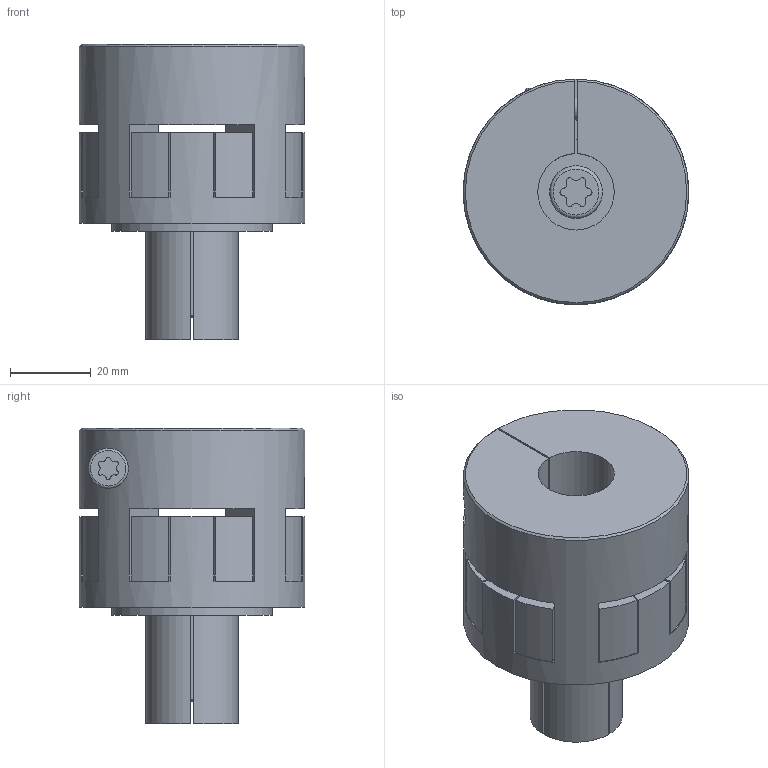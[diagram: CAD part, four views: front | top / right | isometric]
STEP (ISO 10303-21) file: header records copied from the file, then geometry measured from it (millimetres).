
FILE_DESCRIPTION(/* description */ ('STEP AP214'),/* implementation_level */ '2;1');
FILE_NAME(/* name */ '558003_EAMD-56-46-19-23X27',/* time_stamp */ '2024-08-26T19:54:57+02:00',/* author */ ('License CC BY-ND 4.0'),/* organization */ ('CADENAS'),/* preprocessor_version */ 'ST-DEVELOPER v19.3',/* originating_system */ 'PARTsolutions',/* authorisation */ ' ');
FILE_SCHEMA (('AUTOMOTIVE_DESIGN {1 0 10303 214 3 1 1}'));
Length unit declared in the file: millimetre
Products named in the file (1): 558003 EAMD-56-46-19-23x27
Bounding box: 56 x 56 x 73.5 mm (x, y, z)
Volume: 102551.2 mm3; surface area: 30918.9 mm2
Topology: 1 solids, 2 shells, 159 faces, 450 edges, 300 vertices
Faces by surface type: cylinder 76, plane 70, cone 11, torus 2
Full cylindrical faces by diameter (mm): 4.917 x1, 6 x2, 10 x1, 13 x1, 13.1 x1, 26.2 x1, 40 x1, 56 x1
Entity records: 6285 total; most frequent: CARTESIAN_POINT 977, DIRECTION 905, ORIENTED_EDGE 856, EDGE_CURVE 428, AXIS2_PLACEMENT_3D 340, VERTEX_POINT 291, LINE 225, VECTOR 225
